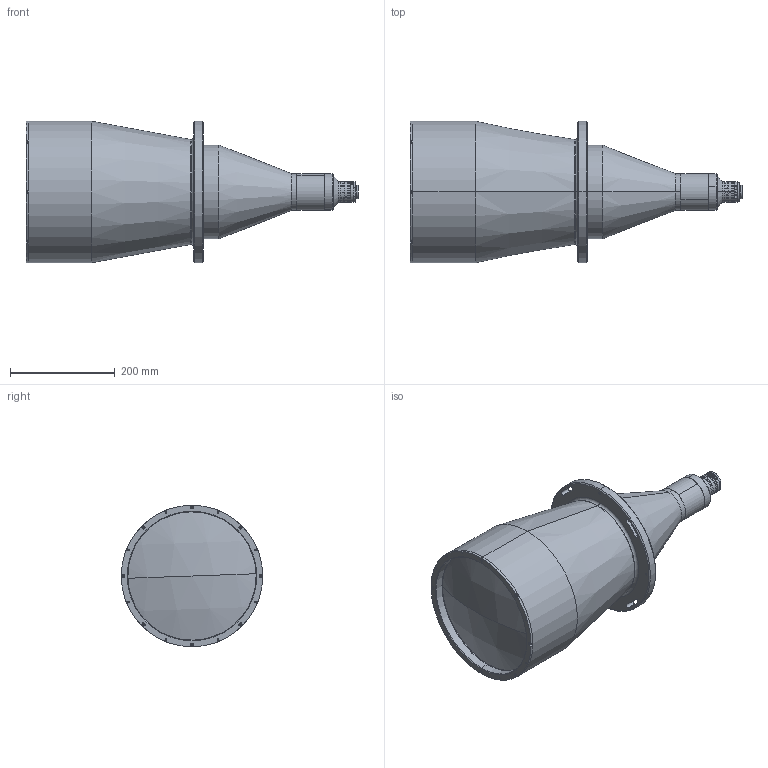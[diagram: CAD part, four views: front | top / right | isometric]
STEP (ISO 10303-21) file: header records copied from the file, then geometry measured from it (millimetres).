
FILE_DESCRIPTION (( 'STEP AP203' ), '1' );
FILE_NAME ('XF-PTL23811-00462-410C-(HD).STEP', '2018-12-21T09:27:41', ( 'lawlynn' ), ( '' ), 'SwSTEP 2.0', 'SolidWorks 2014', '' );
FILE_SCHEMA (( 'CONFIG_CONTROL_DESIGN' ));
Length unit declared in the file: millimetre
Products named in the file (1): XF-PTL23811-00462-410C-(HD)
Bounding box: 633.27 x 270 x 270 mm (x, y, z)
Surface area: 538190.3 mm2 (no closed solid volume)
Topology: 0 solids, 54 shells, 323 faces, 1391 edges, 1114 vertices
Faces by surface type: cylinder 149, plane 104, cone 44, torus 18, sphere 4, bspline 4
Entity records: 20451 total; most frequent: CARTESIAN_POINT 9135, DIRECTION 2335, ORIENTED_EDGE 1986, EDGE_CURVE 1383, VERTEX_POINT 1114, AXIS2_PLACEMENT_3D 894, CIRCLE 574, VECTOR 547
